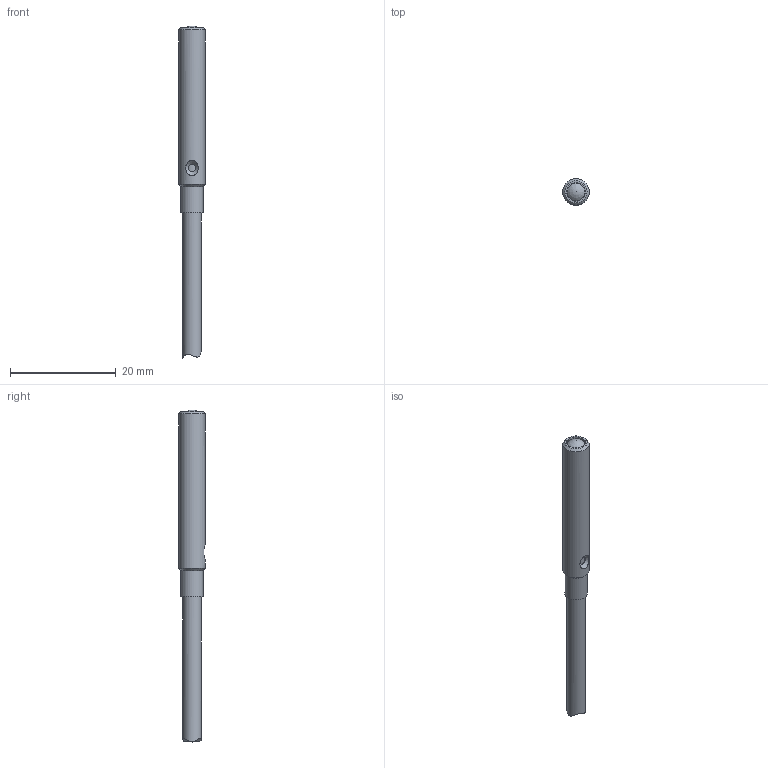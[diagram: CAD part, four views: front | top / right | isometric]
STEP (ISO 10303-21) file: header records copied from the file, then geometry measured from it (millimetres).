
FILE_DESCRIPTION (( 'STEP AP214' ), '1' );
FILE_NAME ('LxR-M05MA-Nxx.STEP', '2018-11-16T21:32:43', ( '' ), ( '' ), 'SwSTEP 2.0', 'SolidWorks 2018', '' );
FILE_SCHEMA (( 'AUTOMOTIVE_DESIGN' ));
Length unit declared in the file: inch
Products named in the file (1): LxR-M05MA-Nxx
Bounding box: 5 x 5 x 62.77 mm (x, y, z)
Volume: 912.4 mm3; surface area: 874.5 mm2
Topology: 1 solids, 1 shells, 15 faces, 27 edges, 17 vertices
Faces by surface type: cylinder 7, plane 3, cone 3, bspline 2
Full cylindrical faces by diameter (mm): 3.5 x1, 3.55 x1, 4.2 x1, 5 x1
Entity records: 692 total; most frequent: CARTESIAN_POINT 224, DIRECTION 50, ORIENTED_EDGE 30, EDGE_LOOP 26, AXIS2_PLACEMENT_3D 25, FACE_OUTER_BOUND 19, DIMENSIONAL_EXPONENTS 18, UNCERTAINTY_MEASURE_WITH_UNIT 18
